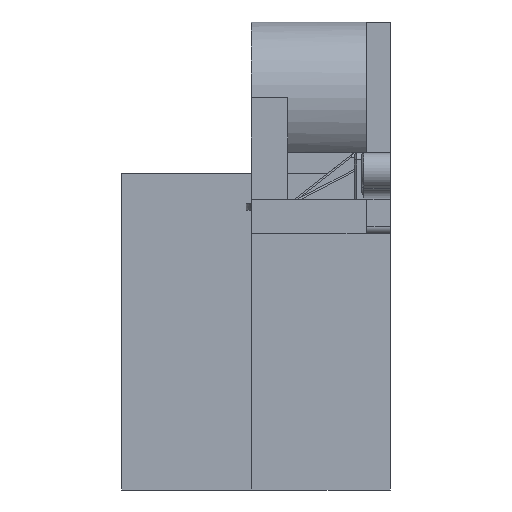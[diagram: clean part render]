
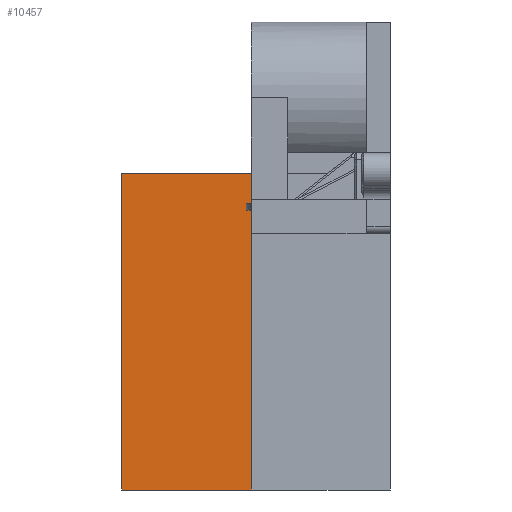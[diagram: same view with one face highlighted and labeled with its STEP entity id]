
A CAD part, left-side view. The second image highlights one B-rep face of the part: STEP entity #10457.
In plain terms, the highlighted planar face has unit normal (-1, 0, 0).
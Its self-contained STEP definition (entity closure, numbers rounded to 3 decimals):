
#257 = ORIENTED_EDGE ( 'NONE', *, *, #20031, .T. ) ;
#427 = EDGE_LOOP ( 'NONE', ( #11610, #257, #11397, #15655 ) ) ;
#764 = EDGE_CURVE ( 'NONE', #18527, #8160, #18657, .T. ) ;
#1927 = CARTESIAN_POINT ( 'NONE',  ( -20.05, 37.232, -30.825 ) ) ;
#2290 = AXIS2_PLACEMENT_3D ( 'NONE', #22788, #12624, #8740 ) ;
#2479 = CARTESIAN_POINT ( 'NONE',  ( -20.05, 37.232, 12.975 ) ) ;
#3887 = CARTESIAN_POINT ( 'NONE',  ( -20.05, 19.245, -30.825 ) ) ;
#7250 = VERTEX_POINT ( 'NONE', #21769 ) ;
#7871 = VECTOR ( 'NONE', #16226, 1000. ) ;
#8160 = VERTEX_POINT ( 'NONE', #10466 ) ;
#8382 = FACE_OUTER_BOUND ( 'NONE', #427, .T. ) ;
#8711 = VECTOR ( 'NONE', #15535, 1000. ) ;
#8740 = DIRECTION ( 'NONE',  ( 0., 0., 1. ) ) ;
#8781 = LINE ( 'NONE', #1927, #8711 ) ;
#9037 = LINE ( 'NONE', #18002, #7871 ) ;
#10457 = ADVANCED_FACE ( 'NONE', ( #8382 ), #15584, .T. ) ;
#10466 = CARTESIAN_POINT ( 'NONE',  ( -20.05, 19.245, 12.975 ) ) ;
#10931 = CARTESIAN_POINT ( 'NONE',  ( -20.05, 19.245, -57.761 ) ) ;
#11397 = ORIENTED_EDGE ( 'NONE', *, *, #764, .F. ) ;
#11610 = ORIENTED_EDGE ( 'NONE', *, *, #15514, .F. ) ;
#12624 = DIRECTION ( 'NONE',  ( -1., 0., 0. ) ) ;
#12814 = DIRECTION ( 'NONE',  ( 0., 0., 1. ) ) ;
#14390 = VERTEX_POINT ( 'NONE', #3887 ) ;
#15086 = VECTOR ( 'NONE', #16875, 1000. ) ;
#15148 = VECTOR ( 'NONE', #12814, 1000. ) ;
#15514 = EDGE_CURVE ( 'NONE', #14390, #7250, #9037, .T. ) ;
#15535 = DIRECTION ( 'NONE',  ( 0., 0., 1. ) ) ;
#15584 = PLANE ( 'NONE',  #2290 ) ;
#15655 = ORIENTED_EDGE ( 'NONE', *, *, #18421, .F. ) ;
#16226 = DIRECTION ( 'NONE',  ( 0., 1., 0. ) ) ;
#16875 = DIRECTION ( 'NONE',  ( 0., -1., 0. ) ) ;
#18002 = CARTESIAN_POINT ( 'NONE',  ( -20.05, 2.206, -30.825 ) ) ;
#18421 = EDGE_CURVE ( 'NONE', #7250, #18527, #8781, .T. ) ;
#18527 = VERTEX_POINT ( 'NONE', #19753 ) ;
#18657 = LINE ( 'NONE', #2479, #15086 ) ;
#19753 = CARTESIAN_POINT ( 'NONE',  ( -20.05, 37.232, 12.975 ) ) ;
#20031 = EDGE_CURVE ( 'NONE', #14390, #8160, #22016, .T. ) ;
#21769 = CARTESIAN_POINT ( 'NONE',  ( -20.05, 37.232, -30.825 ) ) ;
#22016 = LINE ( 'NONE', #10931, #15148 ) ;
#22788 = CARTESIAN_POINT ( 'NONE',  ( -20.05, 2.206, -30.825 ) ) ;
